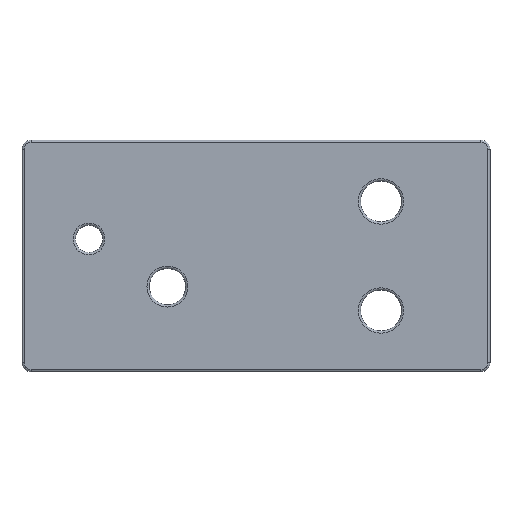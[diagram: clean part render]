
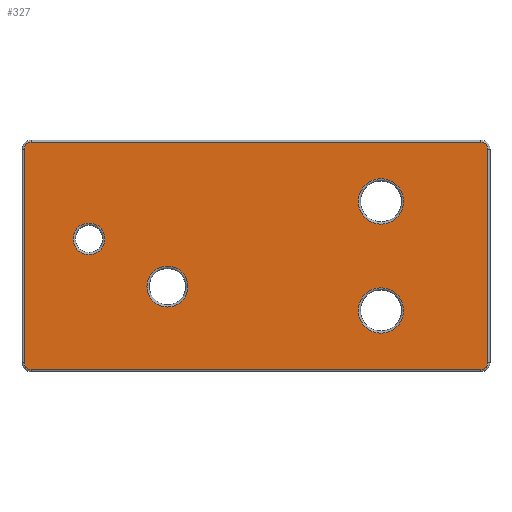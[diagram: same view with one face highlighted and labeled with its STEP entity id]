
A CAD part, top view. The second image highlights one B-rep face of the part: STEP entity #327.
In plain terms, the highlighted planar face has unit normal (0, 0, 1).
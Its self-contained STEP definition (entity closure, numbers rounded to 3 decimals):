
#95 = VERTEX_POINT('',#96);
#96 = CARTESIAN_POINT('',(-49.5,25.,51.));
#105 = VERTEX_POINT('',#106);
#106 = CARTESIAN_POINT('',(-51.,23.5,51.));
#113 = EDGE_CURVE('',#95,#105,#114,.T.);
#114 = CIRCLE('',#115,1.5);
#115 = AXIS2_PLACEMENT_3D('',#116,#117,#118);
#116 = CARTESIAN_POINT('',(-49.5,23.5,51.));
#117 = DIRECTION('',(0.,-0.,1.));
#118 = DIRECTION('',(0.,1.,0.));
#307 = VERTEX_POINT('',#308);
#308 = CARTESIAN_POINT('',(49.5,25.,51.));
#315 = EDGE_CURVE('',#307,#95,#316,.T.);
#316 = LINE('',#317,#318);
#317 = CARTESIAN_POINT('',(49.5,25.,51.));
#318 = VECTOR('',#319,1.);
#319 = DIRECTION('',(-1.,0.,0.));
#327 = ADVANCED_FACE('',(#328,#381,#392,#403,#414),#425,.T.);
#328 = FACE_BOUND('',#329,.T.);
#329 = EDGE_LOOP('',(#330,#331,#339,#348,#356,#365,#373,#380));
#330 = ORIENTED_EDGE('',*,*,#113,.T.);
#331 = ORIENTED_EDGE('',*,*,#332,.T.);
#332 = EDGE_CURVE('',#105,#333,#335,.T.);
#333 = VERTEX_POINT('',#334);
#334 = CARTESIAN_POINT('',(-51.,-23.5,51.));
#335 = LINE('',#336,#337);
#336 = CARTESIAN_POINT('',(-51.,23.5,51.));
#337 = VECTOR('',#338,1.);
#338 = DIRECTION('',(0.,-1.,0.));
#339 = ORIENTED_EDGE('',*,*,#340,.T.);
#340 = EDGE_CURVE('',#333,#341,#343,.T.);
#341 = VERTEX_POINT('',#342);
#342 = CARTESIAN_POINT('',(-49.5,-25.,51.));
#343 = CIRCLE('',#344,1.5);
#344 = AXIS2_PLACEMENT_3D('',#345,#346,#347);
#345 = CARTESIAN_POINT('',(-49.5,-23.5,51.));
#346 = DIRECTION('',(0.,0.,1.));
#347 = DIRECTION('',(-1.,0.,0.));
#348 = ORIENTED_EDGE('',*,*,#349,.T.);
#349 = EDGE_CURVE('',#341,#350,#352,.T.);
#350 = VERTEX_POINT('',#351);
#351 = CARTESIAN_POINT('',(49.5,-25.,51.));
#352 = LINE('',#353,#354);
#353 = CARTESIAN_POINT('',(-49.5,-25.,51.));
#354 = VECTOR('',#355,1.);
#355 = DIRECTION('',(1.,0.,0.));
#356 = ORIENTED_EDGE('',*,*,#357,.T.);
#357 = EDGE_CURVE('',#350,#358,#360,.T.);
#358 = VERTEX_POINT('',#359);
#359 = CARTESIAN_POINT('',(51.,-23.5,51.));
#360 = CIRCLE('',#361,1.5);
#361 = AXIS2_PLACEMENT_3D('',#362,#363,#364);
#362 = CARTESIAN_POINT('',(49.5,-23.5,51.));
#363 = DIRECTION('',(-0.,0.,1.));
#364 = DIRECTION('',(0.,-1.,0.));
#365 = ORIENTED_EDGE('',*,*,#366,.T.);
#366 = EDGE_CURVE('',#358,#367,#369,.T.);
#367 = VERTEX_POINT('',#368);
#368 = CARTESIAN_POINT('',(51.,23.5,51.));
#369 = LINE('',#370,#371);
#370 = CARTESIAN_POINT('',(51.,-23.5,51.));
#371 = VECTOR('',#372,1.);
#372 = DIRECTION('',(0.,1.,0.));
#373 = ORIENTED_EDGE('',*,*,#374,.T.);
#374 = EDGE_CURVE('',#367,#307,#375,.T.);
#375 = CIRCLE('',#376,1.5);
#376 = AXIS2_PLACEMENT_3D('',#377,#378,#379);
#377 = CARTESIAN_POINT('',(49.5,23.5,51.));
#378 = DIRECTION('',(0.,0.,1.));
#379 = DIRECTION('',(1.,0.,-0.));
#380 = ORIENTED_EDGE('',*,*,#315,.T.);
#381 = FACE_BOUND('',#382,.T.);
#382 = EDGE_LOOP('',(#383));
#383 = ORIENTED_EDGE('',*,*,#384,.F.);
#384 = EDGE_CURVE('',#385,#385,#387,.T.);
#385 = VERTEX_POINT('',#386);
#386 = CARTESIAN_POINT('',(-15.,-6.75,51.));
#387 = CIRCLE('',#388,4.5);
#388 = AXIS2_PLACEMENT_3D('',#389,#390,#391);
#389 = CARTESIAN_POINT('',(-19.5,-6.75,51.));
#390 = DIRECTION('',(0.,0.,1.));
#391 = DIRECTION('',(1.,0.,-0.));
#392 = FACE_BOUND('',#393,.T.);
#393 = EDGE_LOOP('',(#394));
#394 = ORIENTED_EDGE('',*,*,#395,.F.);
#395 = EDGE_CURVE('',#396,#396,#398,.T.);
#396 = VERTEX_POINT('',#397);
#397 = CARTESIAN_POINT('',(32.5,-12.,51.));
#398 = CIRCLE('',#399,5.);
#399 = AXIS2_PLACEMENT_3D('',#400,#401,#402);
#400 = CARTESIAN_POINT('',(27.5,-12.,51.));
#401 = DIRECTION('',(0.,0.,1.));
#402 = DIRECTION('',(1.,0.,-0.));
#403 = FACE_BOUND('',#404,.T.);
#404 = EDGE_LOOP('',(#405));
#405 = ORIENTED_EDGE('',*,*,#406,.F.);
#406 = EDGE_CURVE('',#407,#407,#409,.T.);
#407 = VERTEX_POINT('',#408);
#408 = CARTESIAN_POINT('',(-33.25,3.75,51.));
#409 = CIRCLE('',#410,3.5);
#410 = AXIS2_PLACEMENT_3D('',#411,#412,#413);
#411 = CARTESIAN_POINT('',(-36.75,3.75,51.));
#412 = DIRECTION('',(0.,0.,1.));
#413 = DIRECTION('',(1.,0.,-0.));
#414 = FACE_BOUND('',#415,.T.);
#415 = EDGE_LOOP('',(#416));
#416 = ORIENTED_EDGE('',*,*,#417,.F.);
#417 = EDGE_CURVE('',#418,#418,#420,.T.);
#418 = VERTEX_POINT('',#419);
#419 = CARTESIAN_POINT('',(32.5,12.,51.));
#420 = CIRCLE('',#421,5.);
#421 = AXIS2_PLACEMENT_3D('',#422,#423,#424);
#422 = CARTESIAN_POINT('',(27.5,12.,51.));
#423 = DIRECTION('',(0.,0.,1.));
#424 = DIRECTION('',(1.,0.,-0.));
#425 = PLANE('',#426);
#426 = AXIS2_PLACEMENT_3D('',#427,#428,#429);
#427 = CARTESIAN_POINT('',(0.,0.,51.));
#428 = DIRECTION('',(0.,0.,1.));
#429 = DIRECTION('',(1.,0.,0.));
